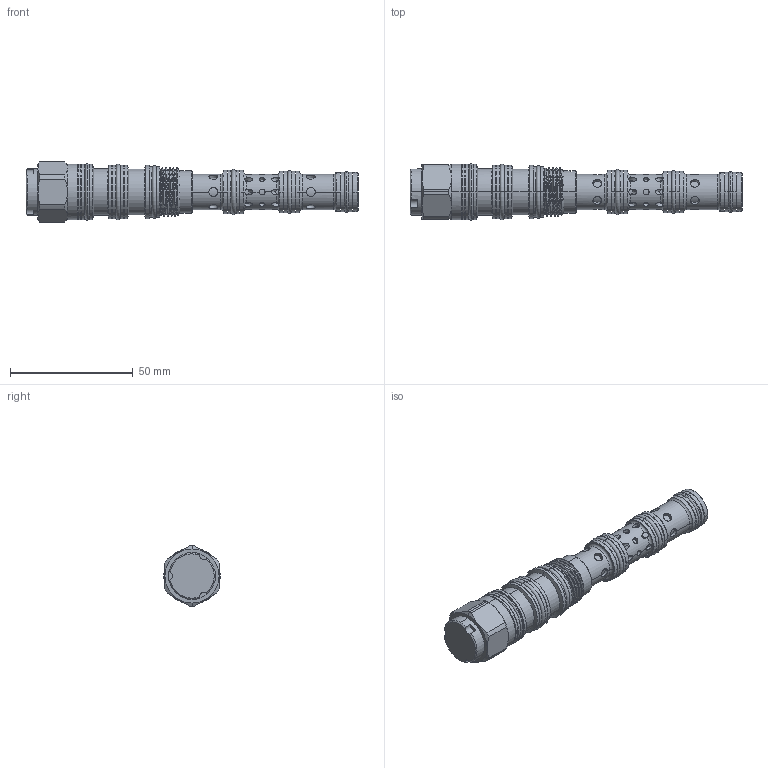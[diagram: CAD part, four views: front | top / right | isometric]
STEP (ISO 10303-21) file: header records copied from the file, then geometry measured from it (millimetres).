
FILE_DESCRIPTION (( 'STEP AP203' ), '1' );
FILE_NAME ('DC61A6E26N.STEP', '2022-12-23T00:14:26', ( '' ), ( '' ), 'SwSTEP 2.0', 'SolidWorks 2018', '' );
FILE_SCHEMA (( 'CONFIG_CONTROL_DESIGN' ));
Length unit declared in the file: millimetre
Products named in the file (1): DC61A6E26N
Bounding box: 135.04 x 22.98 x 24.6 mm (x, y, z)
Volume: 33131 mm3; surface area: 14512.4 mm2
Topology: 5 solids, 5 shells, 395 faces, 922 edges, 580 vertices
Faces by surface type: cylinder 256, plane 60, cone 40, torus 37, bspline 2
Entity records: 15132 total; most frequent: CARTESIAN_POINT 6255, ORIENTED_EDGE 1844, DIRECTION 1824, EDGE_CURVE 922, AXIS2_PLACEMENT_3D 777, VERTEX_POINT 580, EDGE_LOOP 450, ADVANCED_FACE 395
